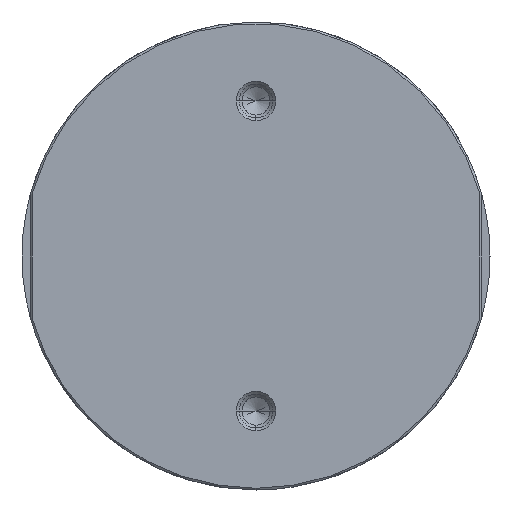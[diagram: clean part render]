
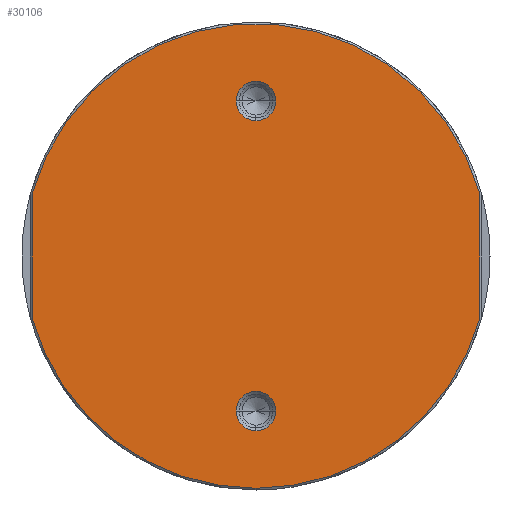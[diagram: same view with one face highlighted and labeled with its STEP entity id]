
A CAD part, left-side view. The second image highlights one B-rep face of the part: STEP entity #30106.
In plain terms, the highlighted face is planar.
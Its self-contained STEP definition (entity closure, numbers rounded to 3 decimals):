
#544 = VERTEX_POINT ( 'NONE', #26636 ) ;
#935 = AXIS2_PLACEMENT_3D ( 'NONE', #28857, #5982, #15991 ) ;
#985 = VECTOR ( 'NONE', #41314, 1000. ) ;
#1036 = DIRECTION ( 'NONE',  ( -1., 0., 0. ) ) ;
#1302 = ORIENTED_EDGE ( 'NONE', *, *, #33574, .T. ) ;
#2444 = FACE_OUTER_BOUND ( 'NONE', #13174, .T. ) ;
#3966 = EDGE_CURVE ( 'NONE', #34974, #13894, #8792, .T. ) ;
#4129 = EDGE_CURVE ( 'NONE', #34089, #30054, #28466, .T. ) ;
#4266 = AXIS2_PLACEMENT_3D ( 'NONE', #41493, #18499, #38144 ) ;
#4722 = CARTESIAN_POINT ( 'NONE',  ( -39.7, -11.016, -32.5 ) ) ;
#5484 = ORIENTED_EDGE ( 'NONE', *, *, #3966, .T. ) ;
#5626 = DIRECTION ( 'NONE',  ( 0., 0., -1. ) ) ;
#5982 = DIRECTION ( 'NONE',  ( 0., 0., 1. ) ) ;
#6083 = FACE_BOUND ( 'NONE', #13968, .T. ) ;
#6524 = AXIS2_PLACEMENT_3D ( 'NONE', #25728, #5626, #28797 ) ;
#7369 = ORIENTED_EDGE ( 'NONE', *, *, #25539, .T. ) ;
#7872 = CARTESIAN_POINT ( 'NONE',  ( 0., 27.5, -32.5 ) ) ;
#8313 = CIRCLE ( 'NONE', #935, 3.5 ) ;
#8792 = CIRCLE ( 'NONE', #31856, 3.5 ) ;
#9242 = EDGE_CURVE ( 'NONE', #30054, #16203, #32041, .T. ) ;
#9551 = CIRCLE ( 'NONE', #6524, 41.2 ) ;
#10440 = DIRECTION ( 'NONE',  ( 0., -1., 0. ) ) ;
#10889 = AXIS2_PLACEMENT_3D ( 'NONE', #24821, #11696, #11550 ) ;
#11253 = EDGE_CURVE ( 'NONE', #14628, #16924, #14334, .T. ) ;
#11550 = DIRECTION ( 'NONE',  ( 1., 0., 0. ) ) ;
#11572 = DIRECTION ( 'NONE',  ( 0., 0., -1. ) ) ;
#11696 = DIRECTION ( 'NONE',  ( 0., 0., 1. ) ) ;
#12093 = PLANE ( 'NONE',  #42007 ) ;
#12180 = EDGE_CURVE ( 'NONE', #41028, #17021, #37657, .T. ) ;
#12352 = CIRCLE ( 'NONE', #39822, 3.5 ) ;
#12810 = CARTESIAN_POINT ( 'NONE',  ( 0., -27.5, -32.5 ) ) ;
#13174 = EDGE_LOOP ( 'NONE', ( #35537, #7369, #17730, #37470, #20033 ) ) ;
#13894 = VERTEX_POINT ( 'NONE', #25134 ) ;
#13968 = EDGE_LOOP ( 'NONE', ( #1302, #5484, #23978 ) ) ;
#14334 = CIRCLE ( 'NONE', #32044, 3.5 ) ;
#14628 = VERTEX_POINT ( 'NONE', #28411 ) ;
#14718 = DIRECTION ( 'NONE',  ( 0., 0., 1. ) ) ;
#15991 = DIRECTION ( 'NONE',  ( 1., 0., 0. ) ) ;
#16203 = VERTEX_POINT ( 'NONE', #39349 ) ;
#16924 = VERTEX_POINT ( 'NONE', #25706 ) ;
#17021 = VERTEX_POINT ( 'NONE', #35945 ) ;
#17603 = DIRECTION ( 'NONE',  ( 0., 0., 1. ) ) ;
#17730 = ORIENTED_EDGE ( 'NONE', *, *, #4129, .T. ) ;
#17878 = DIRECTION ( 'NONE',  ( -1., 0., 0. ) ) ;
#18073 = CARTESIAN_POINT ( 'NONE',  ( 0., 0., -32.5 ) ) ;
#18499 = DIRECTION ( 'NONE',  ( 0., 0., 1. ) ) ;
#19143 = ORIENTED_EDGE ( 'NONE', *, *, #39368, .T. ) ;
#19860 = CARTESIAN_POINT ( 'NONE',  ( 39.7, 11.016, -32.5 ) ) ;
#20033 = ORIENTED_EDGE ( 'NONE', *, *, #32773, .T. ) ;
#20285 = EDGE_CURVE ( 'NONE', #16924, #36549, #20394, .T. ) ;
#20394 = CIRCLE ( 'NONE', #10889, 3.5 ) ;
#21343 = CIRCLE ( 'NONE', #4266, 3.5 ) ;
#22354 = DIRECTION ( 'NONE',  ( -1., 0., 0. ) ) ;
#23978 = ORIENTED_EDGE ( 'NONE', *, *, #39798, .T. ) ;
#24821 = CARTESIAN_POINT ( 'NONE',  ( 0., -27.5, -32.5 ) ) ;
#25134 = CARTESIAN_POINT ( 'NONE',  ( 3.5, 27.5, -32.5 ) ) ;
#25539 = EDGE_CURVE ( 'NONE', #17021, #34089, #9551, .T. ) ;
#25706 = CARTESIAN_POINT ( 'NONE',  ( 3.5, -27.5, -32.5 ) ) ;
#25728 = CARTESIAN_POINT ( 'NONE',  ( 0., 0., -32.5 ) ) ;
#26170 = CARTESIAN_POINT ( 'NONE',  ( 0., 24., -32.5 ) ) ;
#26636 = CARTESIAN_POINT ( 'NONE',  ( -3.5, 27.5, -32.5 ) ) ;
#27048 = CARTESIAN_POINT ( 'NONE',  ( -3.5, -27.5, -32.5 ) ) ;
#27133 = ORIENTED_EDGE ( 'NONE', *, *, #20285, .T. ) ;
#28411 = CARTESIAN_POINT ( 'NONE',  ( 0., -31., -32.5 ) ) ;
#28466 = LINE ( 'NONE', #34583, #985 ) ;
#28548 = CARTESIAN_POINT ( 'NONE',  ( 0., 0., -32.5 ) ) ;
#28663 = CARTESIAN_POINT ( 'NONE',  ( 39.7, -11.016, -32.5 ) ) ;
#28797 = DIRECTION ( 'NONE',  ( 0.964, -0.267, 0. ) ) ;
#28857 = CARTESIAN_POINT ( 'NONE',  ( 0., 27.5, -32.5 ) ) ;
#30054 = VERTEX_POINT ( 'NONE', #31224 ) ;
#30106 = ADVANCED_FACE ( 'NONE', ( #2444, #36756, #6083 ), #12093, .F. ) ;
#31224 = CARTESIAN_POINT ( 'NONE',  ( -39.7, 11.016, -32.5 ) ) ;
#31856 = AXIS2_PLACEMENT_3D ( 'NONE', #34447, #17603, #1036 ) ;
#32041 = CIRCLE ( 'NONE', #38706, 41.2 ) ;
#32044 = AXIS2_PLACEMENT_3D ( 'NONE', #12810, #35886, #22354 ) ;
#32064 = DIRECTION ( 'NONE',  ( 0., 0., 1. ) ) ;
#32141 = DIRECTION ( 'NONE',  ( 0., 0., -1. ) ) ;
#32773 = EDGE_CURVE ( 'NONE', #16203, #41028, #35251, .T. ) ;
#33193 = AXIS2_PLACEMENT_3D ( 'NONE', #18073, #11572, #37854 ) ;
#33574 = EDGE_CURVE ( 'NONE', #544, #34974, #12352, .T. ) ;
#34089 = VERTEX_POINT ( 'NONE', #4722 ) ;
#34447 = CARTESIAN_POINT ( 'NONE',  ( 0., 27.5, -32.5 ) ) ;
#34583 = CARTESIAN_POINT ( 'NONE',  ( -39.7, -11.016, -32.5 ) ) ;
#34855 = EDGE_LOOP ( 'NONE', ( #27133, #19143, #41456 ) ) ;
#34974 = VERTEX_POINT ( 'NONE', #26170 ) ;
#35023 = DIRECTION ( 'NONE',  ( 1., 0., 0. ) ) ;
#35251 = LINE ( 'NONE', #19860, #36301 ) ;
#35365 = CARTESIAN_POINT ( 'NONE',  ( 0., 0., -32.5 ) ) ;
#35537 = ORIENTED_EDGE ( 'NONE', *, *, #12180, .T. ) ;
#35886 = DIRECTION ( 'NONE',  ( 0., 0., 1. ) ) ;
#35945 = CARTESIAN_POINT ( 'NONE',  ( 0., -41.2, -32.5 ) ) ;
#36301 = VECTOR ( 'NONE', #10440, 1000. ) ;
#36549 = VERTEX_POINT ( 'NONE', #27048 ) ;
#36756 = FACE_BOUND ( 'NONE', #34855, .T. ) ;
#37470 = ORIENTED_EDGE ( 'NONE', *, *, #9242, .T. ) ;
#37657 = CIRCLE ( 'NONE', #33193, 41.2 ) ;
#37854 = DIRECTION ( 'NONE',  ( 0.964, -0.267, 0. ) ) ;
#38144 = DIRECTION ( 'NONE',  ( -1., 0., 0. ) ) ;
#38706 = AXIS2_PLACEMENT_3D ( 'NONE', #35365, #32141, #42221 ) ;
#39349 = CARTESIAN_POINT ( 'NONE',  ( 39.7, 11.016, -32.5 ) ) ;
#39368 = EDGE_CURVE ( 'NONE', #36549, #14628, #21343, .T. ) ;
#39798 = EDGE_CURVE ( 'NONE', #13894, #544, #8313, .T. ) ;
#39822 = AXIS2_PLACEMENT_3D ( 'NONE', #7872, #14718, #17878 ) ;
#41028 = VERTEX_POINT ( 'NONE', #28663 ) ;
#41314 = DIRECTION ( 'NONE',  ( 0., 1., 0. ) ) ;
#41456 = ORIENTED_EDGE ( 'NONE', *, *, #11253, .T. ) ;
#41493 = CARTESIAN_POINT ( 'NONE',  ( 0., -27.5, -32.5 ) ) ;
#42007 = AXIS2_PLACEMENT_3D ( 'NONE', #28548, #32064, #35023 ) ;
#42221 = DIRECTION ( 'NONE',  ( -0.964, 0.267, 0. ) ) ;
